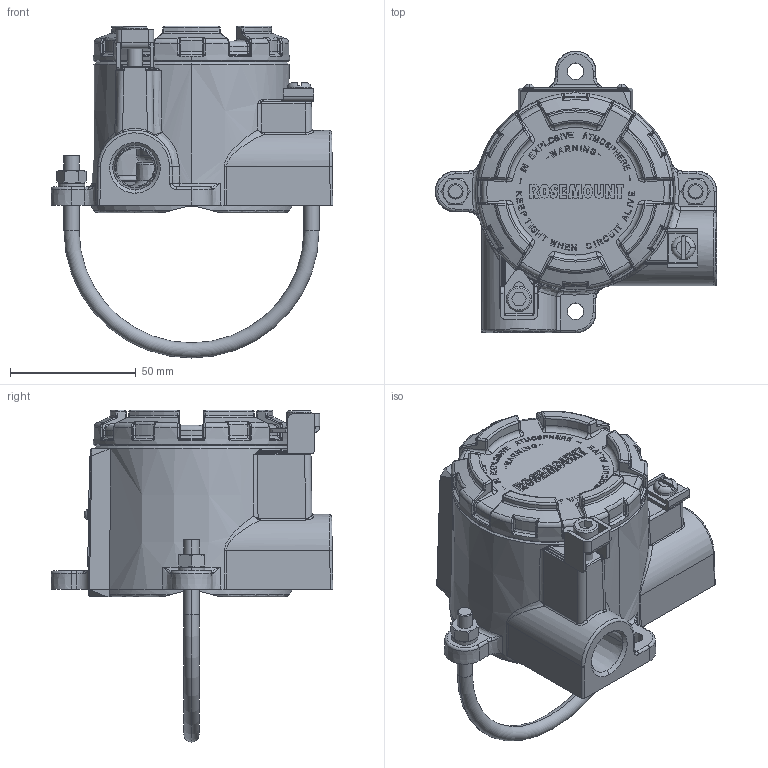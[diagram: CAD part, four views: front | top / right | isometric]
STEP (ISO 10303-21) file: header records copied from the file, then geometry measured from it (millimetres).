
FILE_DESCRIPTION((''),'2;1');
FILE_NAME('GCC-248-HAH_SW0006','2013-06-06T',('johnarm'),('Rosemount Measurement Division'),'PRO/ENGINEER BY PARAMETRIC TECHNOLOGY CORPORATION, 2010180','PRO/ENGINEER BY PARAMETRIC TECHNOLOGY CORPORATION, 2010180','');
FILE_SCHEMA(('CONFIG_CONTROL_DESIGN'));
Length unit declared in the file: inch
Products named in the file (1): GCC-248-HAH_SW0006
Bounding box: 112.15 x 112.15 x 132.11 mm (x, y, z)
Surface area: 83414.7 mm2 (no closed solid volume)
Topology: 0 solids, 52 shells, 1507 faces, 5051 edges, 3568 vertices
Faces by surface type: plane 598, bspline 340, cylinder 255, torus 142, cone 138, sphere 34
Entity records: 76059 total; most frequent: CARTESIAN_POINT 35430, ORIENTED_EDGE 8524, DIRECTION 7332, EDGE_CURVE 5021, VERTEX_POINT 3568, VECTOR 2884, LINE 2884, AXIS2_PLACEMENT_3D 2224
